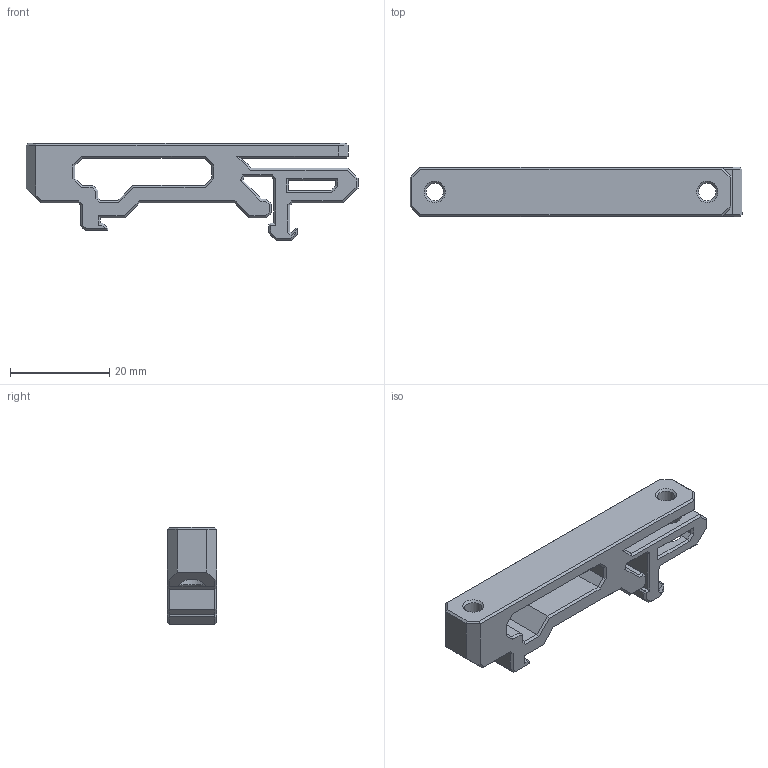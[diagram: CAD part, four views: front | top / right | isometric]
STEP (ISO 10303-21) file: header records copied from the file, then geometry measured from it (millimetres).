
FILE_DESCRIPTION(/* description */ (''),/* implementation_level */ '2;1');
FILE_NAME(/* name */ 'MW_RS_25.step',/* time_stamp */ '2023-03-26T20:18:43-07:00',/* author */ (''),/* organization */ (''),/* preprocessor_version */ 'ST-DEVELOPER v19.2',/* originating_system */ 'Autodesk Translation Framework v11.17.0.187',/* authorisation */ '');
FILE_SCHEMA (('AUTOMOTIVE_DESIGN { 1 0 10303 214 3 1 1 }'));
Length unit declared in the file: millimetre
Products named in the file (1): RS-25
Bounding box: 67 x 10 x 19.6 mm (x, y, z)
Volume: 5637.6 mm3; surface area: 4623.2 mm2
Topology: 1 solids, 1 shells, 322 faces, 813 edges, 497 vertices
Faces by surface type: plane 257, bspline 57, cone 4, cylinder 4
Full cylindrical faces by diameter (mm): 3.5 x2, 6.5 x2
Entity records: 9516 total; most frequent: CARTESIAN_POINT 2201, ORIENTED_EDGE 1626, DIRECTION 1244, EDGE_CURVE 813, LINE 676, VECTOR 676, VERTEX_POINT 497, EDGE_LOOP 338
